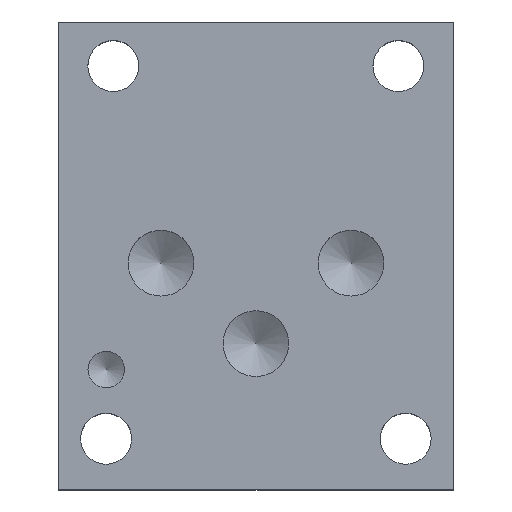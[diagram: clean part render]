
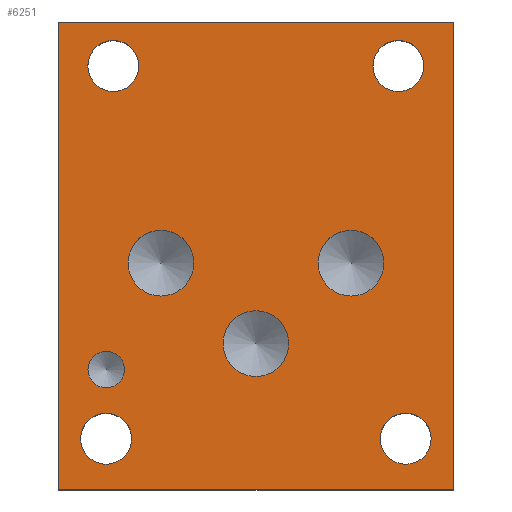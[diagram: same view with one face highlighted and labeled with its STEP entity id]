
A CAD part, top view. The second image highlights one B-rep face of the part: STEP entity #6251.
In plain terms, the highlighted planar face has unit normal (0, 0, 1).
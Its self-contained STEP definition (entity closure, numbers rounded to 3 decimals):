
#31=CIRCLE('',#6503,2.769);
#33=CIRCLE('',#6506,2.769);
#35=CIRCLE('',#6509,2.769);
#37=CIRCLE('',#6512,2.769);
#40=CIRCLE('',#6517,3.569);
#42=CIRCLE('',#6521,3.569);
#44=CIRCLE('',#6525,3.569);
#46=CIRCLE('',#6529,1.981);
#79=FACE_BOUND('',#951,.T.);
#80=FACE_BOUND('',#952,.T.);
#81=FACE_BOUND('',#953,.T.);
#82=FACE_BOUND('',#954,.T.);
#83=FACE_BOUND('',#955,.T.);
#84=FACE_BOUND('',#956,.T.);
#85=FACE_BOUND('',#957,.T.);
#86=FACE_BOUND('',#958,.T.);
#612=FACE_OUTER_BOUND('',#950,.T.);
#950=EDGE_LOOP('',(#5409,#5410,#5411,#5412));
#951=EDGE_LOOP('',(#5413));
#952=EDGE_LOOP('',(#5414));
#953=EDGE_LOOP('',(#5415));
#954=EDGE_LOOP('',(#5416));
#955=EDGE_LOOP('',(#5417));
#956=EDGE_LOOP('',(#5418));
#957=EDGE_LOOP('',(#5419));
#958=EDGE_LOOP('',(#5420));
#1246=LINE('',#9361,#1930);
#1644=LINE('',#10360,#2328);
#1647=LINE('',#10366,#2331);
#1650=LINE('',#10370,#2334);
#1930=VECTOR('',#6979,10.);
#2328=VECTOR('',#7737,10.);
#2331=VECTOR('',#7742,10.);
#2334=VECTOR('',#7747,10.);
#2603=VERTEX_POINT('',#9358);
#2604=VERTEX_POINT('',#9360);
#2876=VERTEX_POINT('',#10297);
#2878=VERTEX_POINT('',#10303);
#2880=VERTEX_POINT('',#10309);
#2882=VERTEX_POINT('',#10315);
#2886=VERTEX_POINT('',#10326);
#2889=VERTEX_POINT('',#10335);
#2892=VERTEX_POINT('',#10344);
#2895=VERTEX_POINT('',#10353);
#2897=VERTEX_POINT('',#10359);
#2899=VERTEX_POINT('',#10365);
#3301=EDGE_CURVE('',#2604,#2603,#1246,.T.);
#3708=EDGE_CURVE('',#2876,#2876,#31,.T.);
#3711=EDGE_CURVE('',#2878,#2878,#33,.T.);
#3714=EDGE_CURVE('',#2880,#2880,#35,.T.);
#3717=EDGE_CURVE('',#2882,#2882,#37,.T.);
#3722=EDGE_CURVE('',#2886,#2886,#40,.T.);
#3726=EDGE_CURVE('',#2889,#2889,#42,.T.);
#3730=EDGE_CURVE('',#2892,#2892,#44,.T.);
#3734=EDGE_CURVE('',#2895,#2895,#46,.T.);
#3737=EDGE_CURVE('',#2897,#2604,#1644,.T.);
#3740=EDGE_CURVE('',#2899,#2897,#1647,.T.);
#3743=EDGE_CURVE('',#2603,#2899,#1650,.T.);
#5409=ORIENTED_EDGE('',*,*,#3301,.T.);
#5410=ORIENTED_EDGE('',*,*,#3743,.T.);
#5411=ORIENTED_EDGE('',*,*,#3740,.T.);
#5412=ORIENTED_EDGE('',*,*,#3737,.T.);
#5413=ORIENTED_EDGE('',*,*,#3708,.T.);
#5414=ORIENTED_EDGE('',*,*,#3711,.T.);
#5415=ORIENTED_EDGE('',*,*,#3714,.T.);
#5416=ORIENTED_EDGE('',*,*,#3717,.T.);
#5417=ORIENTED_EDGE('',*,*,#3722,.T.);
#5418=ORIENTED_EDGE('',*,*,#3726,.T.);
#5419=ORIENTED_EDGE('',*,*,#3730,.T.);
#5420=ORIENTED_EDGE('',*,*,#3734,.T.);
#5656=PLANE('',#6534);
#6251=ADVANCED_FACE('',(#612,#79,#80,#81,#82,#83,#84,#85,#86),#5656,.T.);
#6503=AXIS2_PLACEMENT_3D('',#10298,#7668,#7669);
#6506=AXIS2_PLACEMENT_3D('',#10304,#7675,#7676);
#6509=AXIS2_PLACEMENT_3D('',#10310,#7682,#7683);
#6512=AXIS2_PLACEMENT_3D('',#10316,#7689,#7690);
#6517=AXIS2_PLACEMENT_3D('',#10327,#7701,#7702);
#6521=AXIS2_PLACEMENT_3D('',#10336,#7711,#7712);
#6525=AXIS2_PLACEMENT_3D('',#10345,#7721,#7722);
#6529=AXIS2_PLACEMENT_3D('',#10354,#7731,#7732);
#6534=AXIS2_PLACEMENT_3D('',#10372,#7750,#7751);
#6979=DIRECTION('',(1.,0.,0.));
#7668=DIRECTION('center_axis',(0.,0.,-1.));
#7669=DIRECTION('ref_axis',(1.,0.,0.));
#7675=DIRECTION('center_axis',(0.,0.,-1.));
#7676=DIRECTION('ref_axis',(1.,0.,0.));
#7682=DIRECTION('center_axis',(0.,0.,-1.));
#7683=DIRECTION('ref_axis',(1.,0.,0.));
#7689=DIRECTION('center_axis',(0.,0.,-1.));
#7690=DIRECTION('ref_axis',(1.,0.,0.));
#7701=DIRECTION('center_axis',(0.,0.,-1.));
#7702=DIRECTION('ref_axis',(1.,0.,0.));
#7711=DIRECTION('center_axis',(0.,0.,-1.));
#7712=DIRECTION('ref_axis',(1.,0.,0.));
#7721=DIRECTION('center_axis',(0.,0.,-1.));
#7722=DIRECTION('ref_axis',(1.,0.,0.));
#7731=DIRECTION('center_axis',(0.,0.,-1.));
#7732=DIRECTION('ref_axis',(1.,0.,0.));
#7737=DIRECTION('',(0.,-1.,0.));
#7742=DIRECTION('',(-1.,0.,0.));
#7747=DIRECTION('',(0.,1.,0.));
#7750=DIRECTION('center_axis',(0.,0.,1.));
#7751=DIRECTION('ref_axis',(1.,0.,0.));
#9358=CARTESIAN_POINT('',(42.875,0.,19.05));
#9360=CARTESIAN_POINT('',(0.,0.,19.05));
#9361=CARTESIAN_POINT('',(0.,0.,19.05));
#10297=CARTESIAN_POINT('',(3.175,46.025,19.05));
#10298=CARTESIAN_POINT('Origin',(5.944,46.025,19.05));
#10303=CARTESIAN_POINT('',(2.388,5.537,19.05));
#10304=CARTESIAN_POINT('Origin',(5.156,5.537,19.05));
#10309=CARTESIAN_POINT('',(34.925,5.537,19.05));
#10310=CARTESIAN_POINT('Origin',(37.694,5.537,19.05));
#10315=CARTESIAN_POINT('',(34.138,46.025,19.05));
#10316=CARTESIAN_POINT('Origin',(36.906,46.025,19.05));
#10326=CARTESIAN_POINT('',(28.194,24.606,19.05));
#10327=CARTESIAN_POINT('Origin',(31.763,24.606,19.05));
#10335=CARTESIAN_POINT('',(7.544,24.606,19.05));
#10336=CARTESIAN_POINT('Origin',(11.113,24.606,19.05));
#10344=CARTESIAN_POINT('',(17.856,15.869,19.05));
#10345=CARTESIAN_POINT('Origin',(21.425,15.869,19.05));
#10353=CARTESIAN_POINT('',(3.188,13.049,19.05));
#10354=CARTESIAN_POINT('Origin',(5.169,13.049,19.05));
#10359=CARTESIAN_POINT('',(0.,50.8,19.05));
#10360=CARTESIAN_POINT('',(0.,50.8,19.05));
#10365=CARTESIAN_POINT('',(42.875,50.8,19.05));
#10366=CARTESIAN_POINT('',(42.875,50.8,19.05));
#10370=CARTESIAN_POINT('',(42.875,0.,19.05));
#10372=CARTESIAN_POINT('Origin',(21.438,25.4,19.05));
